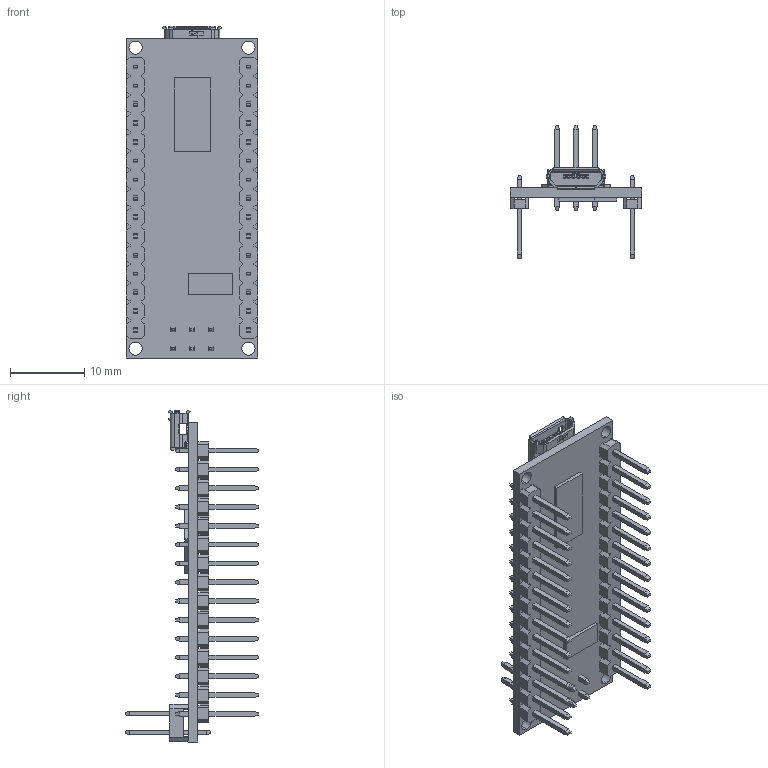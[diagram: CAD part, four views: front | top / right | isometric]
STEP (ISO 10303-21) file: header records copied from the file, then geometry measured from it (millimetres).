
FILE_DESCRIPTION (( 'STEP AP203' ), '1' );
FILE_NAME ('Arduino Mini ASSY.STEP', '2013-06-07T20:51:45', ( 'BNSFUser' ), ( 'Hewlett-Packard Company' ), 'SwSTEP 2.0', 'SolidWorks 2013', '' );
FILE_SCHEMA (( 'CONFIG_CONTROL_DESIGN' ));
Length unit declared in the file: inch
Products named in the file (5): User Library-Micro USB; Arduino Mini ASSY; pin_header_aw_109_16-t_15 Pin; Arduino Mini; pin_header_aw254-dg-g32d_6 Pin
Assembly tree (5 placements, depth 2):
  Arduino Mini ASSY
    Arduino Mini
    User Library-Micro USB
    pin_header_aw254-dg-g32d_6 Pin
    pin_header_aw_109_16-t_15 Pin  x2
Bounding box: 17.78 x 17.97 x 44.84 mm (x, y, z)
Volume: 1501.1 mm3; surface area: 3684.9 mm2
Topology: 5 solids, 5 shells, 1433 faces, 3728 edges, 2364 vertices
Faces by surface type: plane 1286, cylinder 139, bspline 8
Entity records: 31267 total; most frequent: CARTESIAN_POINT 5585, ORIENTED_EDGE 5340, DIRECTION 4946, EDGE_CURVE 2670, LINE 2368, VECTOR 2368, VERTEX_POINT 1704, AXIS2_PLACEMENT_3D 1289
